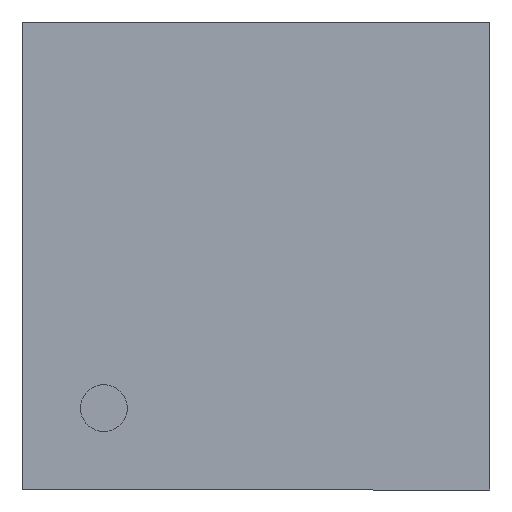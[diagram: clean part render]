
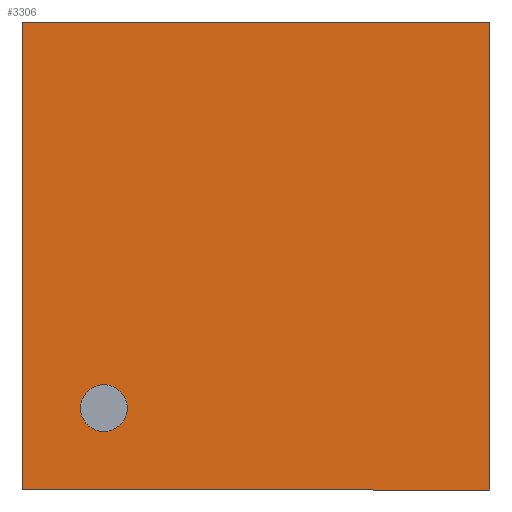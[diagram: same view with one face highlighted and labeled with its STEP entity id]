
A CAD part, front view. The second image highlights one B-rep face of the part: STEP entity #3306.
In plain terms, the highlighted planar face has unit normal (0, -1, 0).
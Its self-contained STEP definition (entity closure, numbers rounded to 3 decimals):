
#17 = AXIS2_PLACEMENT_3D ( 'NONE', #4998, #508, #4000 ) ;
#356 = DIRECTION ( 'NONE',  ( 0., 0., 1. ) ) ;
#363 = CARTESIAN_POINT ( 'NONE',  ( 0., 0., 0. ) ) ;
#495 = CARTESIAN_POINT ( 'NONE',  ( 1., 0., 1. ) ) ;
#508 = DIRECTION ( 'NONE',  ( 0., 1., 0. ) ) ;
#547 = VERTEX_POINT ( 'NONE', #3340 ) ;
#556 = FACE_BOUND ( 'NONE', #559, .T. ) ;
#559 = EDGE_LOOP ( 'NONE', ( #6206, #2500 ) ) ;
#897 = DIRECTION ( 'NONE',  ( -1., 0., 0. ) ) ;
#900 = DIRECTION ( 'NONE',  ( 0., 0., 1. ) ) ;
#1053 = EDGE_CURVE ( 'NONE', #2037, #6409, #1689, .T. ) ;
#1168 = VERTEX_POINT ( 'NONE', #4218 ) ;
#1259 = FACE_OUTER_BOUND ( 'NONE', #3267, .T. ) ;
#1265 = ORIENTED_EDGE ( 'NONE', *, *, #1558, .F. ) ;
#1558 = EDGE_CURVE ( 'NONE', #547, #1168, #6080, .T. ) ;
#1689 = LINE ( 'NONE', #495, #5973 ) ;
#2026 = AXIS2_PLACEMENT_3D ( 'NONE', #363, #4363, #900 ) ;
#2037 = VERTEX_POINT ( 'NONE', #4081 ) ;
#2069 = CIRCLE ( 'NONE', #17, 0.1 ) ;
#2123 = VERTEX_POINT ( 'NONE', #5816 ) ;
#2142 = EDGE_CURVE ( 'NONE', #6409, #547, #5829, .T. ) ;
#2327 = CARTESIAN_POINT ( 'NONE',  ( 1., 0., -1. ) ) ;
#2412 = VECTOR ( 'NONE', #356, 1000. ) ;
#2433 = ORIENTED_EDGE ( 'NONE', *, *, #2142, .F. ) ;
#2500 = ORIENTED_EDGE ( 'NONE', *, *, #4314, .T. ) ;
#2606 = DIRECTION ( 'NONE',  ( 0., 0., 1. ) ) ;
#2635 = EDGE_CURVE ( 'NONE', #3660, #2123, #2069, .T. ) ;
#2651 = LINE ( 'NONE', #6397, #2412 ) ;
#2917 = CARTESIAN_POINT ( 'NONE',  ( 1., 0., 1. ) ) ;
#3129 = DIRECTION ( 'NONE',  ( 0., 1., 0. ) ) ;
#3267 = EDGE_LOOP ( 'NONE', ( #3356, #1265, #2433, #4203 ) ) ;
#3306 = ADVANCED_FACE ( 'NONE', ( #556, #1259 ), #4833, .F. ) ;
#3340 = CARTESIAN_POINT ( 'NONE',  ( 1., 0., -1. ) ) ;
#3356 = ORIENTED_EDGE ( 'NONE', *, *, #6275, .F. ) ;
#3660 = VERTEX_POINT ( 'NONE', #5742 ) ;
#3665 = CARTESIAN_POINT ( 'NONE',  ( -0.65, 0., -0.65 ) ) ;
#3865 = CIRCLE ( 'NONE', #6010, 0.1 ) ;
#4000 = DIRECTION ( 'NONE',  ( 0., 0., 1. ) ) ;
#4030 = VECTOR ( 'NONE', #897, 1000. ) ;
#4081 = CARTESIAN_POINT ( 'NONE',  ( -1., 0., 1. ) ) ;
#4203 = ORIENTED_EDGE ( 'NONE', *, *, #1053, .F. ) ;
#4218 = CARTESIAN_POINT ( 'NONE',  ( -1., 0., -1. ) ) ;
#4314 = EDGE_CURVE ( 'NONE', #2123, #3660, #3865, .T. ) ;
#4358 = CARTESIAN_POINT ( 'NONE',  ( 1., 0., 1. ) ) ;
#4363 = DIRECTION ( 'NONE',  ( 0., 1., 0. ) ) ;
#4648 = VECTOR ( 'NONE', #5374, 1000. ) ;
#4833 = PLANE ( 'NONE',  #2026 ) ;
#4998 = CARTESIAN_POINT ( 'NONE',  ( -0.65, 0., -0.65 ) ) ;
#5374 = DIRECTION ( 'NONE',  ( 0., 0., -1. ) ) ;
#5496 = DIRECTION ( 'NONE',  ( 1., 0., 0. ) ) ;
#5742 = CARTESIAN_POINT ( 'NONE',  ( -0.65, 0., -0.75 ) ) ;
#5816 = CARTESIAN_POINT ( 'NONE',  ( -0.65, 0., -0.55 ) ) ;
#5829 = LINE ( 'NONE', #4358, #4648 ) ;
#5973 = VECTOR ( 'NONE', #5496, 1000. ) ;
#6010 = AXIS2_PLACEMENT_3D ( 'NONE', #3665, #3129, #2606 ) ;
#6080 = LINE ( 'NONE', #2327, #4030 ) ;
#6206 = ORIENTED_EDGE ( 'NONE', *, *, #2635, .T. ) ;
#6275 = EDGE_CURVE ( 'NONE', #1168, #2037, #2651, .T. ) ;
#6397 = CARTESIAN_POINT ( 'NONE',  ( -1., 0., 1. ) ) ;
#6409 = VERTEX_POINT ( 'NONE', #2917 ) ;
